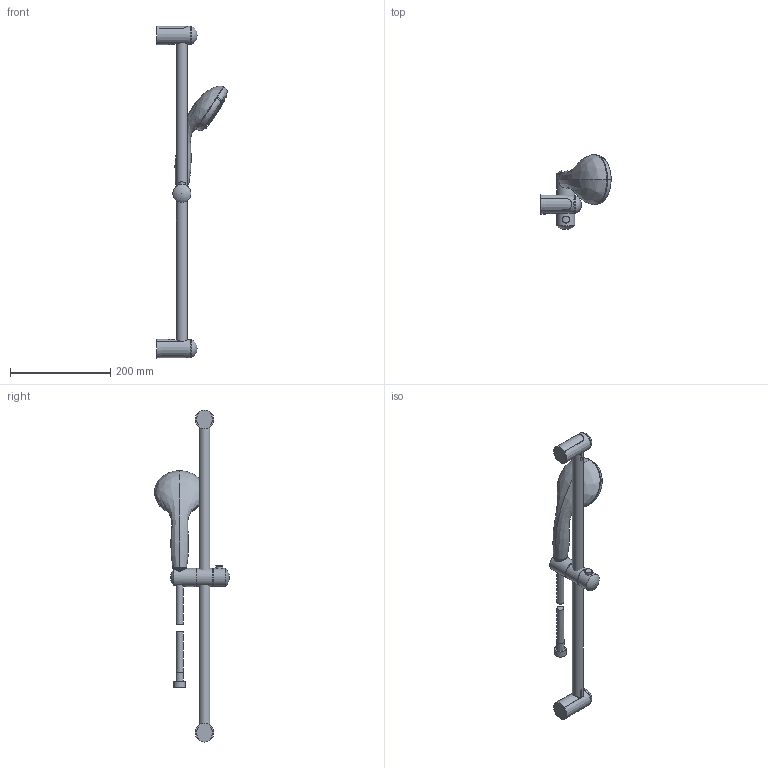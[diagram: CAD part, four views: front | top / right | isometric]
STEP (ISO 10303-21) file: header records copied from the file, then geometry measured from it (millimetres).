
FILE_DESCRIPTION(/* description */ ('Unknown'),/* implementation_level */ '2;1');
FILE_NAME(/* name */ '27853000',/* time_stamp */ '2022-09-02T11:19:12+02:00',/* author */ ('Unknown'),/* organization */ ('GROHE AG'),/* preprocessor_version */ 'ST-DEVELOPER v16.7',/* originating_system */ 'DEX',/* authorisation */ $);
FILE_SCHEMA (('AUTOMOTIVE_DESIGN {1 0 10303 214 3 1 1}'));
Length unit declared in the file: millimetre
Products named in the file (8): 27853000; 27853000_0; id78; DF_REVOL; extrude#; Housing; trim_sur
Assembly tree (7 placements, depth 2):
  27853000
    27853000
    27853000_0
    id78
    DF_REVOL
    extrude#
    Housing
    trim_sur
Bounding box: 140.02 x 148.93 x 661.32 mm (x, y, z)
Volume: 12029.6 mm3; surface area: 142478.2 mm2
Topology: 2 solids, 77 shells, 205 faces, 717 edges, 565 vertices
Faces by surface type: cylinder 72, bspline 68, plane 30, cone 28, sphere 7
Full cylindrical faces by diameter (mm): 2.8 x52, 4.3 x1, 14 x1, 14.7 x2, 19.9 x1, 21.8 x1, 22.6 x1, 23 x1, 32 x2, 35.8 x2, 36 x3
Entity records: 12249 total; most frequent: CARTESIAN_POINT 7039, ORIENTED_EDGE 779, EDGE_CURVE 570, DIRECTION 546, VERTEX_POINT 498, B_SPLINE_CURVE_WITH_KNOTS 417, FACE_BOUND 325, EDGE_LOOP 324
